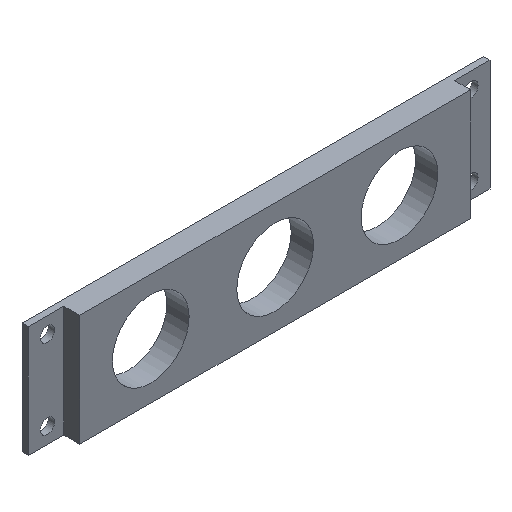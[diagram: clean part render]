
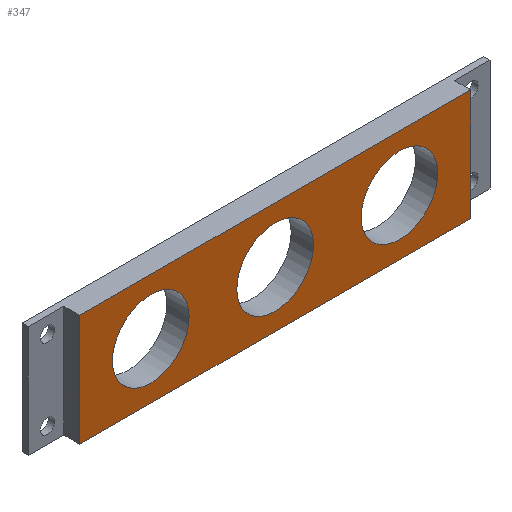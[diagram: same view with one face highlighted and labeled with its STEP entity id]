
A CAD part, isometric view. The second image highlights one B-rep face of the part: STEP entity #347.
In plain terms, the highlighted planar face has unit normal (0, -1, 0).
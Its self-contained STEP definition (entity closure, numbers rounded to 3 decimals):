
#15=FACE_BOUND('',#69,.T.);
#16=FACE_BOUND('',#70,.T.);
#17=FACE_BOUND('',#71,.T.);
#34=PLANE('',#380);
#51=FACE_OUTER_BOUND('',#68,.T.);
#68=EDGE_LOOP('',(#294,#295,#296,#297));
#69=EDGE_LOOP('',(#298));
#70=EDGE_LOOP('',(#299));
#71=EDGE_LOOP('',(#300));
#98=LINE('',#534,#129);
#106=LINE('',#550,#137);
#111=LINE('',#559,#142);
#115=LINE('',#565,#146);
#129=VECTOR('',#442,10.);
#137=VECTOR('',#454,10.);
#142=VECTOR('',#461,10.);
#146=VECTOR('',#467,10.);
#158=CIRCLE('',#368,12.025);
#160=CIRCLE('',#371,12.025);
#162=CIRCLE('',#374,12.025);
#172=VERTEX_POINT('',#508);
#174=VERTEX_POINT('',#514);
#176=VERTEX_POINT('',#520);
#181=VERTEX_POINT('',#531);
#182=VERTEX_POINT('',#533);
#188=VERTEX_POINT('',#549);
#191=VERTEX_POINT('',#558);
#207=EDGE_CURVE('',#172,#172,#158,.T.);
#210=EDGE_CURVE('',#174,#174,#160,.T.);
#213=EDGE_CURVE('',#176,#176,#162,.T.);
#218=EDGE_CURVE('',#182,#181,#98,.T.);
#226=EDGE_CURVE('',#188,#182,#106,.T.);
#231=EDGE_CURVE('',#191,#188,#111,.T.);
#235=EDGE_CURVE('',#181,#191,#115,.T.);
#294=ORIENTED_EDGE('',*,*,#226,.T.);
#295=ORIENTED_EDGE('',*,*,#218,.T.);
#296=ORIENTED_EDGE('',*,*,#235,.T.);
#297=ORIENTED_EDGE('',*,*,#231,.T.);
#298=ORIENTED_EDGE('',*,*,#207,.T.);
#299=ORIENTED_EDGE('',*,*,#210,.T.);
#300=ORIENTED_EDGE('',*,*,#213,.T.);
#347=ADVANCED_FACE('',(#51,#15,#16,#17),#34,.T.);
#368=AXIS2_PLACEMENT_3D('',#510,#420,#421);
#371=AXIS2_PLACEMENT_3D('',#516,#427,#428);
#374=AXIS2_PLACEMENT_3D('',#522,#434,#435);
#380=AXIS2_PLACEMENT_3D('',#566,#468,#469);
#420=DIRECTION('center_axis',(0.,1.,0.));
#421=DIRECTION('ref_axis',(0.,0.,-1.));
#427=DIRECTION('center_axis',(0.,1.,0.));
#428=DIRECTION('ref_axis',(0.,0.,-1.));
#434=DIRECTION('center_axis',(0.,1.,0.));
#435=DIRECTION('ref_axis',(0.,0.,-1.));
#442=DIRECTION('',(-1.,0.,0.));
#454=DIRECTION('',(0.,0.,1.));
#461=DIRECTION('',(1.,0.,0.));
#467=DIRECTION('',(0.,0.,-1.));
#468=DIRECTION('center_axis',(0.,-1.,0.));
#469=DIRECTION('ref_axis',(0.,0.,-1.));
#508=CARTESIAN_POINT('',(341.6,175.,29.525));
#510=CARTESIAN_POINT('Origin',(341.6,175.,17.5));
#514=CARTESIAN_POINT('',(263.6,175.,29.525));
#516=CARTESIAN_POINT('Origin',(263.6,175.,17.5));
#520=CARTESIAN_POINT('',(302.6,175.,29.525));
#522=CARTESIAN_POINT('Origin',(302.6,175.,17.5));
#531=CARTESIAN_POINT('',(241.3,175.,35.));
#533=CARTESIAN_POINT('',(363.9,175.,35.));
#534=CARTESIAN_POINT('',(241.1,175.,35.));
#549=CARTESIAN_POINT('',(363.9,175.,0.));
#550=CARTESIAN_POINT('',(363.9,175.,8.75));
#558=CARTESIAN_POINT('',(241.3,175.,0.));
#559=CARTESIAN_POINT('',(364.1,175.,0.));
#565=CARTESIAN_POINT('',(241.3,175.,26.25));
#566=CARTESIAN_POINT('Origin',(302.6,175.,17.5));
